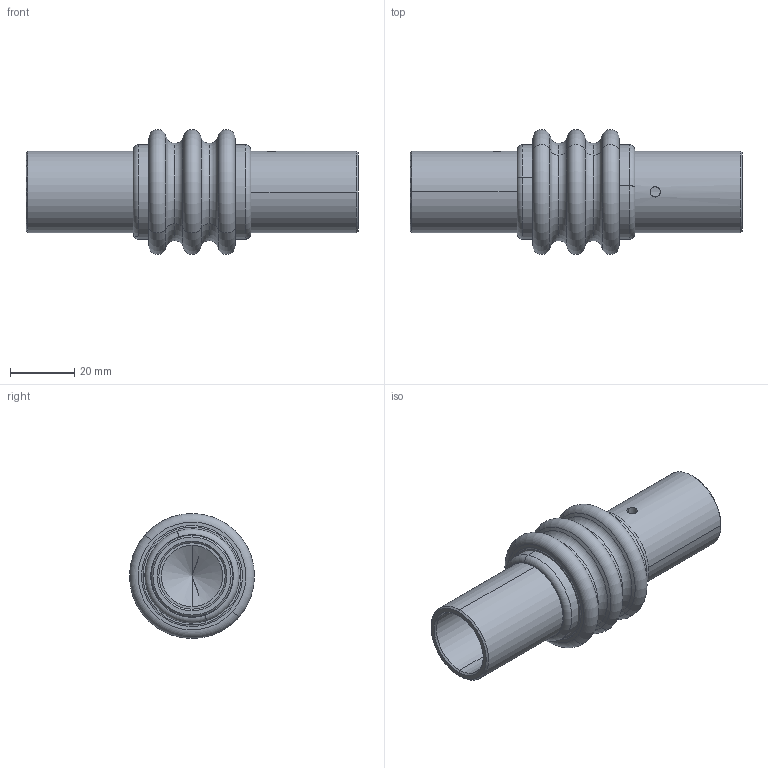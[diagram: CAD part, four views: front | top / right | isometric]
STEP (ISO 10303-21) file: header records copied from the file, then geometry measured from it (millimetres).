
FILE_DESCRIPTION (( 'STEP AP214' ), '1' );
FILE_NAME ('MS20271B16.STEP', '2018-06-08T18:39:02', ( 'rick' ), ( 'Hewlett-Packard Company' ), 'SwSTEP 2.0', 'SolidWorks 2017', '' );
FILE_SCHEMA (( 'AUTOMOTIVE_DESIGN' ));
Length unit declared in the file: inch
Products named in the file (8): MIL Spec Block_MS20271B16-2A; MS2027xB16-Y_MS20271B16-Y; MS20271B16; BOOT CLAMP - CUP STYLE_1000 CLAMP-INSTALLED; 1000 BOOT_1000 BOOT-SL INSTALLED (WITH CLAMP); RIVET_MS20271B16-3A at .960" Clinch; MIL Spec Short Pin_MS20271B16-4A; MIL Spec Long Pin_MS20271B16-5A
Assembly tree (10 placements, depth 2):
  MS20271B16
    MS2027xB16-Y_MS20271B16-Y  x2
    MIL Spec Block_MS20271B16-2A
    MIL Spec Long Pin_MS20271B16-5A
    MIL Spec Short Pin_MS20271B16-4A  x2
    RIVET_MS20271B16-3A at .960" Clinch
    1000 BOOT_1000 BOOT-SL INSTALLED (WITH CLAMP)
    BOOT CLAMP - CUP STYLE_1000 CLAMP-INSTALLED  x2
Bounding box: 103.19 x 38.86 x 38.86 mm (x, y, z)
Volume: 33474.1 mm3; surface area: 31732 mm2
Topology: 10 solids, 10 shells, 340 faces, 804 edges, 496 vertices
Faces by surface type: cylinder 106, plane 86, cone 76, torus 56, sphere 16
Entity records: 9566 total; most frequent: CARTESIAN_POINT 1854, DIRECTION 1342, ORIENTED_EDGE 1124, AXIS2_PLACEMENT_3D 586, EDGE_CURVE 562, VERTEX_POINT 344, CIRCLE 329, EDGE_LOOP 276
